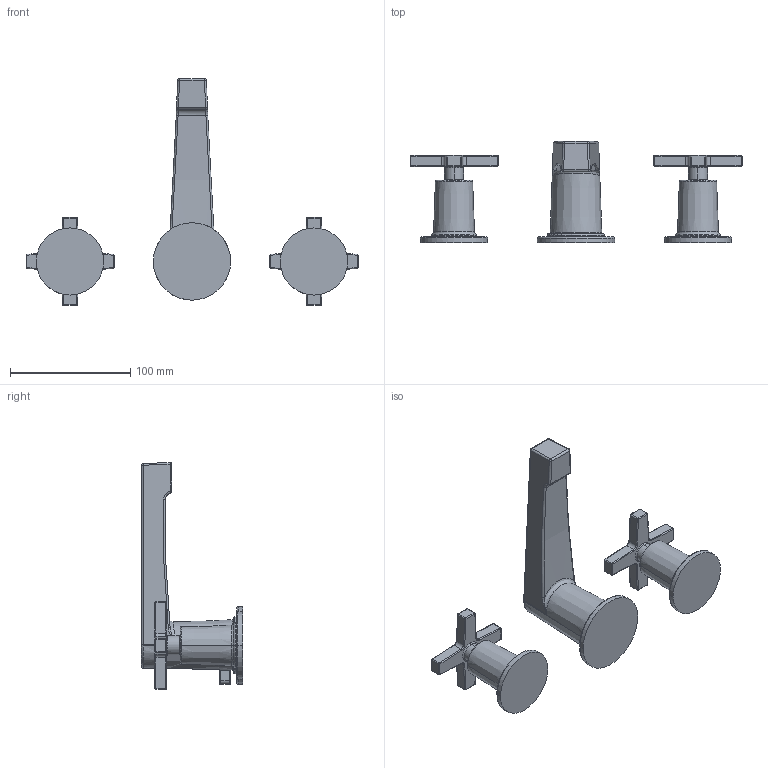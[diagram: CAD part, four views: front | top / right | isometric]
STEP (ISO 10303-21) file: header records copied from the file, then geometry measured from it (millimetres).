
FILE_DESCRIPTION((''),'2;1');
FILE_NAME('2980','2020-11-30T10:34:05',('jinson.thomas'),(''),'CREO PARAMETRIC BY PTC INC, 2018400','CREO PARAMETRIC BY PTC INC, 2018400','');
FILE_SCHEMA(('CONFIG_CONTROL_DESIGN'));
Length unit declared in the file: inch
Products named in the file (1): 2980
Bounding box: 276.5 x 84.15 x 189 mm (x, y, z)
Volume: 343487.5 mm3; surface area: 67660.5 mm2
Topology: 3 solids, 3 shells, 276 faces, 670 edges, 374 vertices
Faces by surface type: cylinder 121, plane 55, torus 43, sphere 40, bspline 10, cone 7
Entity records: 8470 total; most frequent: CARTESIAN_POINT 2036, DIRECTION 1502, ORIENTED_EDGE 1260, AXIS2_PLACEMENT_3D 638, EDGE_CURVE 630, VERTEX_POINT 374, CIRCLE 372, EDGE_LOOP 290
